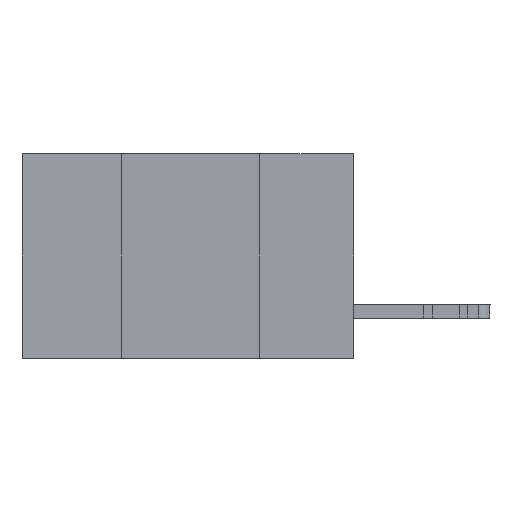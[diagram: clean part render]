
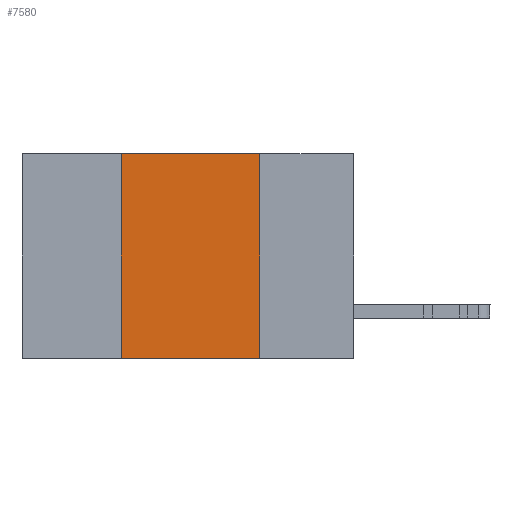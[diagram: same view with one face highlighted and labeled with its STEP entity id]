
A CAD part, left-side view. The second image highlights one B-rep face of the part: STEP entity #7580.
In plain terms, the highlighted planar face has unit normal (-1, 0, 0).
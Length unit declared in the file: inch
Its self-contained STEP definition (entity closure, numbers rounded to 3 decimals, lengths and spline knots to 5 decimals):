
#146 = AXIS2_PLACEMENT_3D ( 'NONE', #21903, #40980, #10431 ) ;
#355 = EDGE_CURVE ( 'NONE', #14559, #25566, #31830, .T. ) ;
#1964 = VERTEX_POINT ( 'NONE', #41806 ) ;
#4283 = CARTESIAN_POINT ( 'NONE',  ( 0., 0.6, -0.37 ) ) ;
#6275 = CARTESIAN_POINT ( 'NONE',  ( 0., 0.17, 0. ) ) ;
#7497 = PLANE ( 'NONE',  #146 ) ;
#7580 = ADVANCED_FACE ( 'NONE', ( #37558 ), #7497, .F. ) ;
#9386 = LINE ( 'NONE', #39919, #36552 ) ;
#10431 = DIRECTION ( 'NONE',  ( 0., 0., -1. ) ) ;
#12994 = DIRECTION ( 'NONE',  ( 0., 0., -1. ) ) ;
#14559 = VERTEX_POINT ( 'NONE', #6275 ) ;
#15017 = DIRECTION ( 'NONE',  ( 0., -1., 0. ) ) ;
#16305 = EDGE_CURVE ( 'NONE', #1964, #14559, #9386, .T. ) ;
#17294 = EDGE_CURVE ( 'NONE', #35365, #25566, #29943, .T. ) ;
#17820 = DIRECTION ( 'NONE',  ( 0., 0., 1. ) ) ;
#19074 = VECTOR ( 'NONE', #17820, 39.37008 ) ;
#20108 = CARTESIAN_POINT ( 'NONE',  ( 0., 0.42, -0.37 ) ) ;
#21903 = CARTESIAN_POINT ( 'NONE',  ( 0., 0.6, 0. ) ) ;
#22452 = CARTESIAN_POINT ( 'NONE',  ( 0., 0.42, 0. ) ) ;
#24762 = EDGE_CURVE ( 'NONE', #35365, #1964, #48129, .T. ) ;
#24962 = CARTESIAN_POINT ( 'NONE',  ( 0., 0.17, -0.37 ) ) ;
#25566 = VERTEX_POINT ( 'NONE', #24962 ) ;
#28281 = EDGE_LOOP ( 'NONE', ( #33966, #41383, #34341, #45241 ) ) ;
#29943 = LINE ( 'NONE', #4283, #38187 ) ;
#31634 = DIRECTION ( 'NONE',  ( 0., -1., 0. ) ) ;
#31830 = LINE ( 'NONE', #34523, #46878 ) ;
#33966 = ORIENTED_EDGE ( 'NONE', *, *, #355, .F. ) ;
#34341 = ORIENTED_EDGE ( 'NONE', *, *, #24762, .F. ) ;
#34523 = CARTESIAN_POINT ( 'NONE',  ( 0., 0.17, 0. ) ) ;
#35365 = VERTEX_POINT ( 'NONE', #20108 ) ;
#36552 = VECTOR ( 'NONE', #31634, 39.37008 ) ;
#37558 = FACE_OUTER_BOUND ( 'NONE', #28281, .T. ) ;
#38187 = VECTOR ( 'NONE', #15017, 39.37008 ) ;
#39919 = CARTESIAN_POINT ( 'NONE',  ( 0., 0.6, 0. ) ) ;
#40980 = DIRECTION ( 'NONE',  ( 1., 0., 0. ) ) ;
#41383 = ORIENTED_EDGE ( 'NONE', *, *, #16305, .F. ) ;
#41806 = CARTESIAN_POINT ( 'NONE',  ( 0., 0.42, 0. ) ) ;
#45241 = ORIENTED_EDGE ( 'NONE', *, *, #17294, .T. ) ;
#46878 = VECTOR ( 'NONE', #12994, 39.37008 ) ;
#48129 = LINE ( 'NONE', #22452, #19074 ) ;
